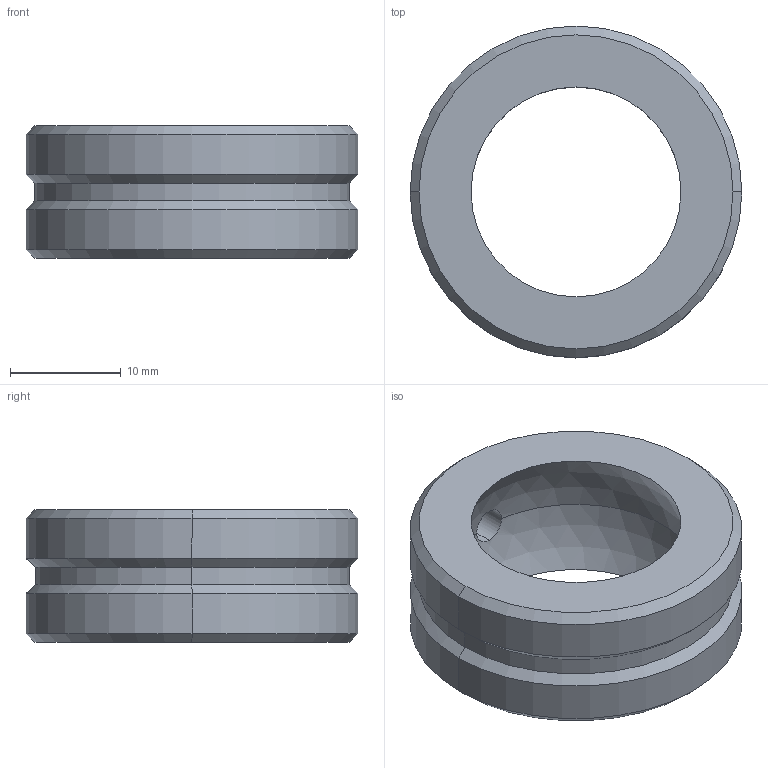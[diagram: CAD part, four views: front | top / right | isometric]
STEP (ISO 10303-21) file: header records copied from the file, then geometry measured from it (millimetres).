
FILE_DESCRIPTION (( 'STEP AP203' ), '1' );
FILE_NAME ('2995K14_Swivel Joint outside_2995K14_sldprt.STEP', '2023-01-20T01:32:05', ( '' ), ( '' ), 'SwSTEP 2.0', 'SolidWorks 2022', '' );
FILE_SCHEMA (( 'CONFIG_CONTROL_DESIGN' ));
Length unit declared in the file: millimetre
Products named in the file (1): 2995K14_Swivel Joint outside_2995K14_sldprt
Bounding box: 30 x 30 x 12 mm (x, y, z)
Volume: 3922.5 mm3; surface area: 2800.9 mm2
Topology: 1 solids, 1 shells, 23 faces, 55 edges, 32 vertices
Faces by surface type: cone 10, cylinder 9, sphere 2, plane 2
Entity records: 779 total; most frequent: CARTESIAN_POINT 165, DIRECTION 124, ORIENTED_EDGE 104, AXIS2_PLACEMENT_3D 54, EDGE_CURVE 52, VERTEX_POINT 31, CIRCLE 30, EDGE_LOOP 27
